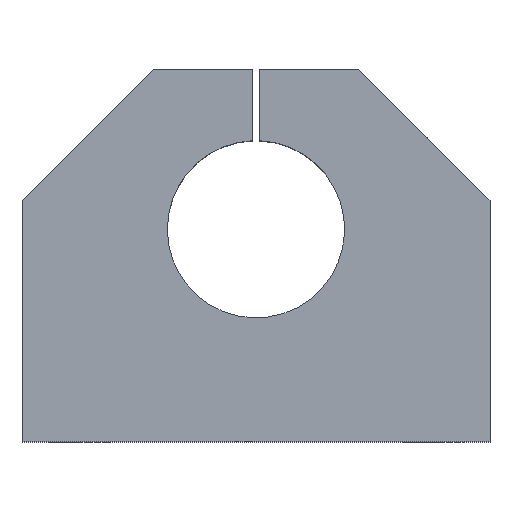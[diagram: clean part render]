
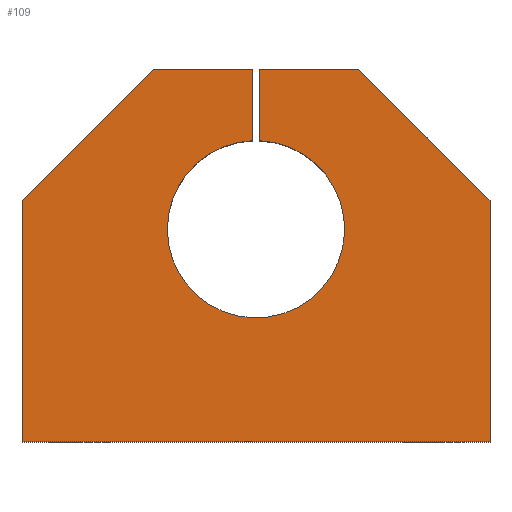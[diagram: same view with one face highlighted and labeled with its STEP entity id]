
A CAD part, top view. The second image highlights one B-rep face of the part: STEP entity #109.
In plain terms, the highlighted planar face has unit normal (0, 0, 1).
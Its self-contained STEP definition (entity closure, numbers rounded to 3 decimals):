
#109 = ADVANCED_FACE( '', ( #191 ), #192, .T. );
#191 = FACE_OUTER_BOUND( '', #274, .T. );
#192 = PLANE( '', #275 );
#274 = EDGE_LOOP( '', ( #540, #541, #542, #543, #544, #545, #546, #547, #548, #549, #550 ) );
#275 = AXIS2_PLACEMENT_3D( '', #551, #552, #553 );
#540 = ORIENTED_EDGE( '', *, *, #638, .F. );
#541 = ORIENTED_EDGE( '', *, *, #657, .F. );
#542 = ORIENTED_EDGE( '', *, *, #654, .F. );
#543 = ORIENTED_EDGE( '', *, *, #618, .F. );
#544 = ORIENTED_EDGE( '', *, *, #652, .F. );
#545 = ORIENTED_EDGE( '', *, *, #649, .F. );
#546 = ORIENTED_EDGE( '', *, *, #569, .F. );
#547 = ORIENTED_EDGE( '', *, *, #648, .F. );
#548 = ORIENTED_EDGE( '', *, *, #644, .F. );
#549 = ORIENTED_EDGE( '', *, *, #641, .F. );
#550 = ORIENTED_EDGE( '', *, *, #623, .F. );
#551 = CARTESIAN_POINT( '', ( 0., 0., 58. ) );
#552 = DIRECTION( '', ( 0., 0., 1. ) );
#553 = DIRECTION( '', ( 1., 0., 0. ) );
#569 = EDGE_CURVE( '', #659, #662, #663, .T. );
#618 = EDGE_CURVE( '', #751, #752, #753, .T. );
#623 = EDGE_CURVE( '', #760, #761, #762, .T. );
#638 = EDGE_CURVE( '', #779, #760, #780, .T. );
#641 = EDGE_CURVE( '', #761, #784, #785, .T. );
#644 = EDGE_CURVE( '', #784, #789, #790, .T. );
#648 = EDGE_CURVE( '', #789, #659, #795, .T. );
#649 = EDGE_CURVE( '', #662, #796, #797, .T. );
#652 = EDGE_CURVE( '', #796, #751, #801, .T. );
#654 = EDGE_CURVE( '', #752, #803, #804, .T. );
#657 = EDGE_CURVE( '', #803, #779, #808, .T. );
#659 = VERTEX_POINT( '', #810 );
#662 = VERTEX_POINT( '', #814 );
#663 = CIRCLE( '', #815, 25. );
#751 = VERTEX_POINT( '', #1122 );
#752 = VERTEX_POINT( '', #1123 );
#753 = LINE( '', #1124, #1125 );
#760 = VERTEX_POINT( '', #1135 );
#761 = VERTEX_POINT( '', #1136 );
#762 = LINE( '', #1137, #1138 );
#779 = VERTEX_POINT( '', #1158 );
#780 = LINE( '', #1159, #1160 );
#784 = VERTEX_POINT( '', #1166 );
#785 = LINE( '', #1167, #1168 );
#789 = VERTEX_POINT( '', #1174 );
#790 = LINE( '', #1175, #1176 );
#795 = CIRCLE( '', #1183, 25. );
#796 = VERTEX_POINT( '', #1184 );
#797 = LINE( '', #1185, #1186 );
#801 = LINE( '', #1192, #1193 );
#803 = VERTEX_POINT( '', #1196 );
#804 = LINE( '', #1197, #1198 );
#808 = LINE( '', #1204, #1205 );
#810 = CARTESIAN_POINT( '', ( -1., 35.02, 58. ) );
#814 = CARTESIAN_POINT( '', ( 1., 84.98, 58. ) );
#815 = AXIS2_PLACEMENT_3D( '', #1209, #1210, #1211 );
#1122 = CARTESIAN_POINT( '', ( 29., 105., 58. ) );
#1123 = CARTESIAN_POINT( '', ( 66., 68., 58. ) );
#1124 = CARTESIAN_POINT( '', ( 66., 68., 58. ) );
#1125 = VECTOR( '', #1306, 1. );
#1135 = CARTESIAN_POINT( '', ( -66., 68., 58. ) );
#1136 = CARTESIAN_POINT( '', ( -29., 105., 58. ) );
#1137 = CARTESIAN_POINT( '', ( -29., 105., 58. ) );
#1138 = VECTOR( '', #1313, 1. );
#1158 = CARTESIAN_POINT( '', ( -66., 0., 58. ) );
#1159 = CARTESIAN_POINT( '', ( -66., 68., 58. ) );
#1160 = VECTOR( '', #1350, 1. );
#1166 = CARTESIAN_POINT( '', ( -1., 105., 58. ) );
#1167 = CARTESIAN_POINT( '', ( -1., 105., 58. ) );
#1168 = VECTOR( '', #1353, 1. );
#1174 = CARTESIAN_POINT( '', ( -1., 84.98, 58. ) );
#1175 = CARTESIAN_POINT( '', ( -1., 84.98, 58. ) );
#1176 = VECTOR( '', #1356, 1. );
#1183 = AXIS2_PLACEMENT_3D( '', #1362, #1363, #1364 );
#1184 = CARTESIAN_POINT( '', ( 1., 105., 58. ) );
#1185 = CARTESIAN_POINT( '', ( 1., 105., 58. ) );
#1186 = VECTOR( '', #1365, 1. );
#1192 = CARTESIAN_POINT( '', ( 29., 105., 58. ) );
#1193 = VECTOR( '', #1368, 1. );
#1196 = CARTESIAN_POINT( '', ( 66., 0., 58. ) );
#1197 = CARTESIAN_POINT( '', ( 66., 0., 58. ) );
#1198 = VECTOR( '', #1370, 1. );
#1204 = CARTESIAN_POINT( '', ( -66., 0., 58. ) );
#1205 = VECTOR( '', #1373, 1. );
#1209 = CARTESIAN_POINT( '', ( 0., 60., 58. ) );
#1210 = DIRECTION( '', ( 0., 0., 1. ) );
#1211 = DIRECTION( '', ( 0.04, 0.999, 0. ) );
#1306 = DIRECTION( '', ( 0.707, -0.707, 0. ) );
#1313 = DIRECTION( '', ( 0.707, 0.707, 0. ) );
#1350 = DIRECTION( '', ( 0., 1., 0. ) );
#1353 = DIRECTION( '', ( 1., 0., 0. ) );
#1356 = DIRECTION( '', ( 0., -1., 0. ) );
#1362 = CARTESIAN_POINT( '', ( 0., 60., 58. ) );
#1363 = DIRECTION( '', ( 0., 0., 1. ) );
#1364 = DIRECTION( '', ( 0.04, 0.999, 0. ) );
#1365 = DIRECTION( '', ( 0., 1., 0. ) );
#1368 = DIRECTION( '', ( 1., 0., 0. ) );
#1370 = DIRECTION( '', ( 0., -1., 0. ) );
#1373 = DIRECTION( '', ( -1., 0., 0. ) );
